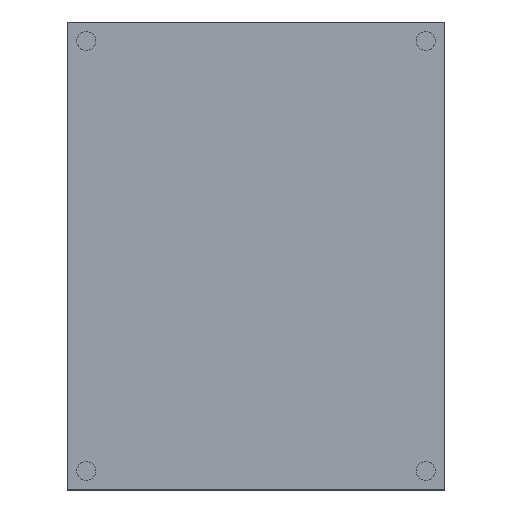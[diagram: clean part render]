
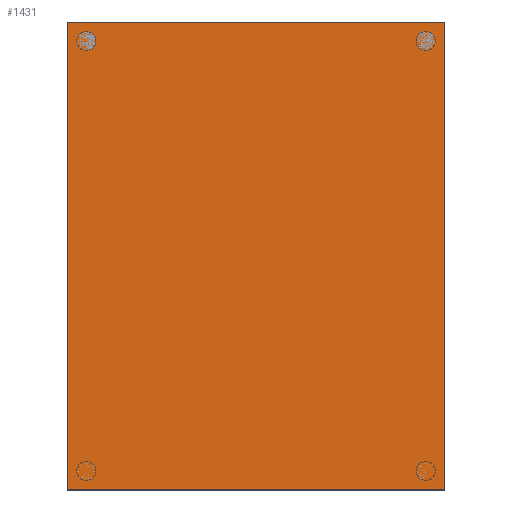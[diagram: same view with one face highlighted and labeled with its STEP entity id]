
A CAD part, top view. The second image highlights one B-rep face of the part: STEP entity #1431.
In plain terms, the highlighted planar face has unit normal (0, 0, 1).
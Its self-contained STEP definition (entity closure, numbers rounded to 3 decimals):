
#1302 = VERTEX_POINT('',#1303);
#1303 = CARTESIAN_POINT('',(-2.,-2.,5.));
#1318 = VERTEX_POINT('',#1319);
#1319 = CARTESIAN_POINT('',(-2.,22.794,5.));
#1325 = EDGE_CURVE('',#1302,#1318,#1326,.T.);
#1326 = LINE('',#1327,#1328);
#1327 = CARTESIAN_POINT('',(-2.,-2.,5.));
#1328 = VECTOR('',#1329,1.);
#1329 = DIRECTION('',(0.,1.,0.));
#1342 = VERTEX_POINT('',#1343);
#1343 = CARTESIAN_POINT('',(18.,-2.,5.));
#1358 = VERTEX_POINT('',#1359);
#1359 = CARTESIAN_POINT('',(18.,22.794,5.));
#1365 = EDGE_CURVE('',#1342,#1358,#1366,.T.);
#1366 = LINE('',#1367,#1368);
#1367 = CARTESIAN_POINT('',(18.,-2.,5.));
#1368 = VECTOR('',#1369,1.);
#1369 = DIRECTION('',(0.,1.,0.));
#1386 = EDGE_CURVE('',#1302,#1342,#1387,.T.);
#1387 = LINE('',#1388,#1389);
#1388 = CARTESIAN_POINT('',(-2.,-2.,5.));
#1389 = VECTOR('',#1390,1.);
#1390 = DIRECTION('',(1.,0.,0.));
#1408 = EDGE_CURVE('',#1318,#1358,#1409,.T.);
#1409 = LINE('',#1410,#1411);
#1410 = CARTESIAN_POINT('',(-2.,22.794,5.));
#1411 = VECTOR('',#1412,1.);
#1412 = DIRECTION('',(1.,0.,0.));
#1431 = ADVANCED_FACE('',(#1432),#1438,.T.);
#1432 = FACE_BOUND('',#1433,.T.);
#1433 = EDGE_LOOP('',(#1434,#1435,#1436,#1437));
#1434 = ORIENTED_EDGE('',*,*,#1325,.F.);
#1435 = ORIENTED_EDGE('',*,*,#1386,.T.);
#1436 = ORIENTED_EDGE('',*,*,#1365,.T.);
#1437 = ORIENTED_EDGE('',*,*,#1408,.F.);
#1438 = PLANE('',#1439);
#1439 = AXIS2_PLACEMENT_3D('',#1440,#1441,#1442);
#1440 = CARTESIAN_POINT('',(-2.,-2.,5.));
#1441 = DIRECTION('',(0.,0.,1.));
#1442 = DIRECTION('',(1.,0.,0.));
